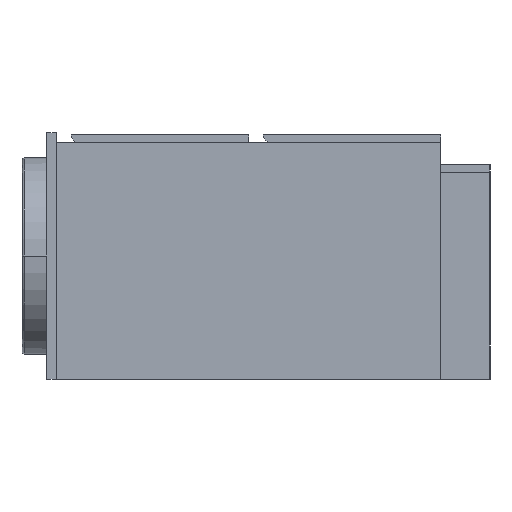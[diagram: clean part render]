
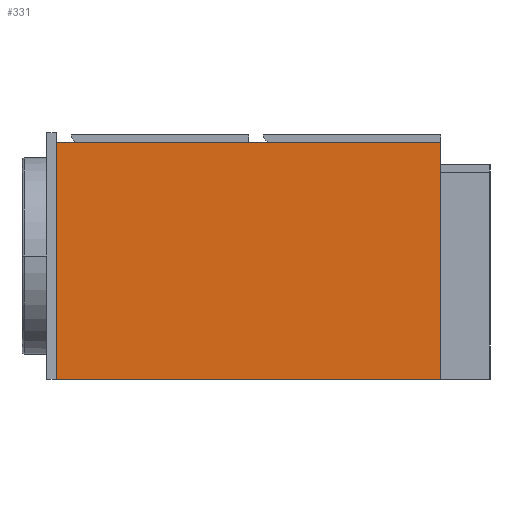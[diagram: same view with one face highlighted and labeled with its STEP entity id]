
A CAD part, left-side view. The second image highlights one B-rep face of the part: STEP entity #331.
In plain terms, the highlighted planar face has unit normal (-1, 0, 0).
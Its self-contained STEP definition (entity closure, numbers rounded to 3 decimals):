
#5 = CARTESIAN_POINT ( 'NONE',  ( -894., -390., 0. ) ) ;
#22 = CARTESIAN_POINT ( 'NONE',  ( -894., -390., 480. ) ) ;
#140 = ORIENTED_EDGE ( 'NONE', *, *, #506, .F. ) ;
#184 = EDGE_LOOP ( 'NONE', ( #2200, #140, #1912, #1819 ) ) ;
#331 = ADVANCED_FACE ( 'NONE', ( #369 ), #1567, .F. ) ;
#349 = VECTOR ( 'NONE', #509, 1000. ) ;
#369 = FACE_OUTER_BOUND ( 'NONE', #184, .T. ) ;
#478 = EDGE_CURVE ( 'NONE', #2247, #2212, #2625, .T. ) ;
#506 = EDGE_CURVE ( 'NONE', #674, #548, #969, .T. ) ;
#509 = DIRECTION ( 'NONE',  ( 0., -1., 0. ) ) ;
#548 = VERTEX_POINT ( 'NONE', #5 ) ;
#674 = VERTEX_POINT ( 'NONE', #1489 ) ;
#714 = CARTESIAN_POINT ( 'NONE',  ( -894., 390., 0. ) ) ;
#918 = DIRECTION ( 'NONE',  ( 0., 0., -1. ) ) ;
#949 = CARTESIAN_POINT ( 'NONE',  ( -894., -390., 480. ) ) ;
#969 = LINE ( 'NONE', #949, #2345 ) ;
#1126 = DIRECTION ( 'NONE',  ( 0., 0., -1. ) ) ;
#1489 = CARTESIAN_POINT ( 'NONE',  ( -894., -390., 480. ) ) ;
#1567 = PLANE ( 'NONE',  #2767 ) ;
#1819 = ORIENTED_EDGE ( 'NONE', *, *, #478, .T. ) ;
#1912 = ORIENTED_EDGE ( 'NONE', *, *, #2699, .F. ) ;
#1937 = VECTOR ( 'NONE', #918, 1000. ) ;
#2026 = VECTOR ( 'NONE', #2347, 1000. ) ;
#2160 = CARTESIAN_POINT ( 'NONE',  ( -894., 390., 480. ) ) ;
#2196 = LINE ( 'NONE', #22, #349 ) ;
#2200 = ORIENTED_EDGE ( 'NONE', *, *, #2971, .T. ) ;
#2212 = VERTEX_POINT ( 'NONE', #714 ) ;
#2247 = VERTEX_POINT ( 'NONE', #2354 ) ;
#2345 = VECTOR ( 'NONE', #2920, 1000. ) ;
#2347 = DIRECTION ( 'NONE',  ( 0., -1., 0. ) ) ;
#2352 = CARTESIAN_POINT ( 'NONE',  ( -894., -390., 480. ) ) ;
#2354 = CARTESIAN_POINT ( 'NONE',  ( -894., 390., 480. ) ) ;
#2625 = LINE ( 'NONE', #2160, #1937 ) ;
#2699 = EDGE_CURVE ( 'NONE', #2247, #674, #2196, .T. ) ;
#2767 = AXIS2_PLACEMENT_3D ( 'NONE', #2352, #3049, #1126 ) ;
#2920 = DIRECTION ( 'NONE',  ( 0., 0., -1. ) ) ;
#2971 = EDGE_CURVE ( 'NONE', #2212, #548, #3106, .T. ) ;
#3049 = DIRECTION ( 'NONE',  ( 1., 0., 0. ) ) ;
#3089 = CARTESIAN_POINT ( 'NONE',  ( -894., -390., 0. ) ) ;
#3106 = LINE ( 'NONE', #3089, #2026 ) ;
